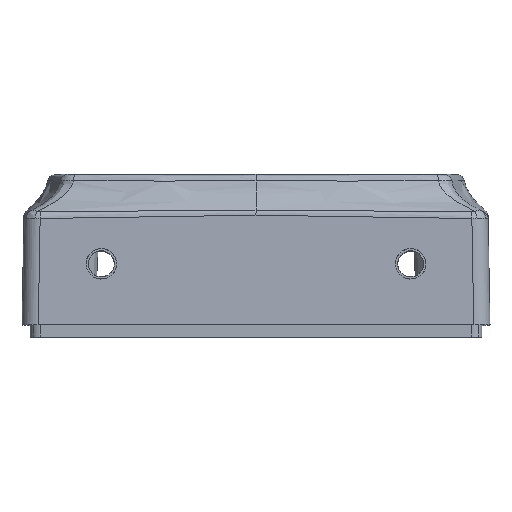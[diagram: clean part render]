
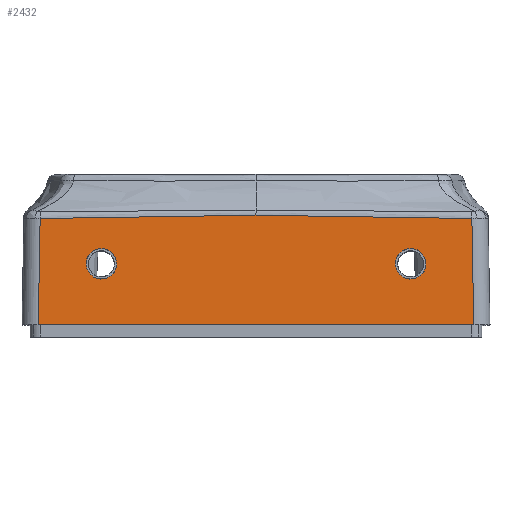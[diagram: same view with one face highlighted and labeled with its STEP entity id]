
A CAD part, top view. The second image highlights one B-rep face of the part: STEP entity #2432.
In plain terms, the highlighted planar face has unit normal (0, 0.018, 1).
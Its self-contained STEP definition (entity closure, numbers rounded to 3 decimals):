
#149 = VERTEX_POINT ( 'NONE', #12518 ) ;
#189 = EDGE_LOOP ( 'NONE', ( #17330, #8719 ) ) ;
#729 =( BOUNDED_CURVE ( )  B_SPLINE_CURVE ( 3, ( #4276, #1190, #13748, #16936 ),
 .UNSPECIFIED., .F., .T. ) 
 B_SPLINE_CURVE_WITH_KNOTS ( ( 4, 4 ),
 ( 4.712, 7.854 ),
 .UNSPECIFIED. ) 
 CURVE ( )  GEOMETRIC_REPRESENTATION_ITEM ( )  RATIONAL_B_SPLINE_CURVE ( ( 1., 0.333, 0.333, 1. ) ) 
 REPRESENTATION_ITEM ( '' )  );
#1016 = ORIENTED_EDGE ( 'NONE', *, *, #10632, .T. ) ;
#1024 = ORIENTED_EDGE ( 'NONE', *, *, #7775, .T. ) ;
#1190 = CARTESIAN_POINT ( 'NONE',  ( -34.25, -19.5, 48.369 ) ) ;
#1804 = ORIENTED_EDGE ( 'NONE', *, *, #13867, .T. ) ;
#2229 = LINE ( 'NONE', #16569, #5796 ) ;
#2249 = CARTESIAN_POINT ( 'NONE',  ( 53.045, -0.872, 48.044 ) ) ;
#2337 = CARTESIAN_POINT ( 'NONE',  ( 0., -0.069, 48.03 ) ) ;
#2402 = B_SPLINE_CURVE_WITH_KNOTS ( 'NONE', 3,
 ( #2249, #7932, #9409, #15093, #6364, #2337 ),
 .UNSPECIFIED., .F., .F.,
 ( 4, 2, 4 ),
 ( 0., 0.027, 0.053 ),
 .UNSPECIFIED. ) ;
#2432 = ADVANCED_FACE ( 'NONE', ( #11126, #12623, #18332 ), #9741, .T. ) ;
#2517 = VECTOR ( 'NONE', #6134, 1000. ) ;
#2762 = CARTESIAN_POINT ( 'NONE',  ( -41.75, -4.5, 48.107 ) ) ;
#2764 = CARTESIAN_POINT ( 'NONE',  ( 0., -0.069, 48.03 ) ) ;
#3134 = CARTESIAN_POINT ( 'NONE',  ( 41.75, -19.5, 48.369 ) ) ;
#3379 = ORIENTED_EDGE ( 'NONE', *, *, #17720, .T. ) ;
#3774 = DIRECTION ( 'NONE',  ( 1., 0., 0. ) ) ;
#3877 = CARTESIAN_POINT ( 'NONE',  ( 57.5, -27., 48.5 ) ) ;
#3929 = EDGE_CURVE ( 'NONE', #149, #18279, #14268, .T. ) ;
#4149 = CARTESIAN_POINT ( 'NONE',  ( -41.75, -12., 48.238 ) ) ;
#4219 = CARTESIAN_POINT ( 'NONE',  ( 0., -0.069, 48.03 ) ) ;
#4276 = CARTESIAN_POINT ( 'NONE',  ( -34.25, -12., 48.238 ) ) ;
#4495 = CARTESIAN_POINT ( 'NONE',  ( 53.045, -0.872, 48.044 ) ) ;
#4520 = CARTESIAN_POINT ( 'NONE',  ( 41.75, -12., 48.238 ) ) ;
#5168 = CARTESIAN_POINT ( 'NONE',  ( -53.045, -0.872, 48.044 ) ) ;
#5354 = CARTESIAN_POINT ( 'NONE',  ( 34.25, -12., 48.238 ) ) ;
#5443 = CARTESIAN_POINT ( 'NONE',  ( -34.25, -12., 48.238 ) ) ;
#5445 = CARTESIAN_POINT ( 'NONE',  ( -17.683, -0.239, 48.033 ) ) ;
#5540 = EDGE_CURVE ( 'NONE', #14969, #6597, #2402, .T. ) ;
#5642 = CARTESIAN_POINT ( 'NONE',  ( -34.25, -4.5, 48.107 ) ) ;
#5660 = DIRECTION ( 'NONE',  ( 0., 0.017, 1. ) ) ;
#5796 = VECTOR ( 'NONE', #13857, 1000. ) ;
#5845 = VERTEX_POINT ( 'NONE', #10865 ) ;
#6134 = DIRECTION ( 'NONE',  ( -0.017, 1., -0.017 ) ) ;
#6194 = CARTESIAN_POINT ( 'NONE',  ( 41.75, -4.5, 48.107 ) ) ;
#6364 = CARTESIAN_POINT ( 'NONE',  ( 8.842, -0.12, 48.031 ) ) ;
#6482 = LINE ( 'NONE', #12140, #14756 ) ;
#6597 = VERTEX_POINT ( 'NONE', #4219 ) ;
#6753 = CARTESIAN_POINT ( 'NONE',  ( -8.842, -0.12, 48.031 ) ) ;
#7310 = EDGE_CURVE ( 'NONE', #18279, #149, #729, .T. ) ;
#7552 = CARTESIAN_POINT ( 'NONE',  ( -53.501, -27., 48.5 ) ) ;
#7718 = VERTEX_POINT ( 'NONE', #5168 ) ;
#7775 = EDGE_CURVE ( 'NONE', #15536, #17157, #13927, .T. ) ;
#7932 = CARTESIAN_POINT ( 'NONE',  ( 44.204, -0.712, 48.041 ) ) ;
#8078 = AXIS2_PLACEMENT_3D ( 'NONE', #3877, #5660, #16929 ) ;
#8337 = CARTESIAN_POINT ( 'NONE',  ( -35.364, -0.538, 48.038 ) ) ;
#8654 = ORIENTED_EDGE ( 'NONE', *, *, #12417, .T. ) ;
#8719 = ORIENTED_EDGE ( 'NONE', *, *, #3929, .T. ) ;
#9171 = CARTESIAN_POINT ( 'NONE',  ( 53.502, -27.07, 48.501 ) ) ;
#9409 = CARTESIAN_POINT ( 'NONE',  ( 35.364, -0.538, 48.038 ) ) ;
#9628 = CARTESIAN_POINT ( 'NONE',  ( -44.204, -0.712, 48.041 ) ) ;
#9741 = PLANE ( 'NONE',  #8078 ) ;
#10087 = CARTESIAN_POINT ( 'NONE',  ( 41.75, -12., 48.238 ) ) ;
#10632 = EDGE_CURVE ( 'NONE', #6597, #7718, #10855, .T. ) ;
#10855 = B_SPLINE_CURVE_WITH_KNOTS ( 'NONE', 3,
 ( #2764, #6753, #5445, #8337, #9628, #16813 ),
 .UNSPECIFIED., .F., .F.,
 ( 4, 2, 4 ),
 ( 0., 0.027, 0.053 ),
 .UNSPECIFIED. ) ;
#10865 = CARTESIAN_POINT ( 'NONE',  ( 53.501, -27., 48.5 ) ) ;
#11126 = FACE_BOUND ( 'NONE', #13480, .T. ) ;
#11166 = EDGE_LOOP ( 'NONE', ( #1804, #15394, #1016, #8654, #3379 ) ) ;
#12140 = CARTESIAN_POINT ( 'NONE',  ( 57.5, -27., 48.5 ) ) ;
#12161 = CARTESIAN_POINT ( 'NONE',  ( 41.75, -12., 48.238 ) ) ;
#12250 = VERTEX_POINT ( 'NONE', #7552 ) ;
#12417 = EDGE_CURVE ( 'NONE', #7718, #12250, #2229, .T. ) ;
#12518 = CARTESIAN_POINT ( 'NONE',  ( -41.75, -12., 48.238 ) ) ;
#12623 = FACE_BOUND ( 'NONE', #189, .T. ) ;
#13070 = CARTESIAN_POINT ( 'NONE',  ( 34.25, -19.5, 48.369 ) ) ;
#13244 = EDGE_CURVE ( 'NONE', #17157, #15536, #15024, .T. ) ;
#13480 = EDGE_LOOP ( 'NONE', ( #1024, #13702 ) ) ;
#13702 = ORIENTED_EDGE ( 'NONE', *, *, #13244, .T. ) ;
#13748 = CARTESIAN_POINT ( 'NONE',  ( -41.75, -19.5, 48.369 ) ) ;
#13857 = DIRECTION ( 'NONE',  ( -0.017, -1., 0.017 ) ) ;
#13867 = EDGE_CURVE ( 'NONE', #5845, #14969, #16262, .T. ) ;
#13927 =( BOUNDED_CURVE ( )  B_SPLINE_CURVE ( 3, ( #10087, #3134, #13070, #15779 ),
 .UNSPECIFIED., .F., .T. ) 
 B_SPLINE_CURVE_WITH_KNOTS ( ( 4, 4 ),
 ( 4.712, 7.854 ),
 .UNSPECIFIED. ) 
 CURVE ( )  GEOMETRIC_REPRESENTATION_ITEM ( )  RATIONAL_B_SPLINE_CURVE ( ( 1., 0.333, 0.333, 1. ) ) 
 REPRESENTATION_ITEM ( '' )  );
#14268 =( BOUNDED_CURVE ( )  B_SPLINE_CURVE ( 3, ( #4149, #2762, #5642, #5443 ),
 .UNSPECIFIED., .F., .T. ) 
 B_SPLINE_CURVE_WITH_KNOTS ( ( 4, 4 ),
 ( 1.571, 4.712 ),
 .UNSPECIFIED. ) 
 CURVE ( )  GEOMETRIC_REPRESENTATION_ITEM ( )  RATIONAL_B_SPLINE_CURVE ( ( 1., 0.333, 0.333, 1. ) ) 
 REPRESENTATION_ITEM ( '' )  );
#14376 = CARTESIAN_POINT ( 'NONE',  ( 34.25, -12., 48.238 ) ) ;
#14601 = CARTESIAN_POINT ( 'NONE',  ( -34.25, -12., 48.238 ) ) ;
#14756 = VECTOR ( 'NONE', #3774, 1000. ) ;
#14969 = VERTEX_POINT ( 'NONE', #4495 ) ;
#15024 =( BOUNDED_CURVE ( )  B_SPLINE_CURVE ( 3, ( #14376, #17273, #6194, #4520 ),
 .UNSPECIFIED., .F., .T. ) 
 B_SPLINE_CURVE_WITH_KNOTS ( ( 4, 4 ),
 ( 1.571, 4.712 ),
 .UNSPECIFIED. ) 
 CURVE ( )  GEOMETRIC_REPRESENTATION_ITEM ( )  RATIONAL_B_SPLINE_CURVE ( ( 1., 0.333, 0.333, 1. ) ) 
 REPRESENTATION_ITEM ( '' )  );
#15093 = CARTESIAN_POINT ( 'NONE',  ( 17.683, -0.239, 48.033 ) ) ;
#15394 = ORIENTED_EDGE ( 'NONE', *, *, #5540, .T. ) ;
#15536 = VERTEX_POINT ( 'NONE', #12161 ) ;
#15779 = CARTESIAN_POINT ( 'NONE',  ( 34.25, -12., 48.238 ) ) ;
#16262 = LINE ( 'NONE', #9171, #2517 ) ;
#16569 = CARTESIAN_POINT ( 'NONE',  ( -53.467, -25.064, 48.466 ) ) ;
#16813 = CARTESIAN_POINT ( 'NONE',  ( -53.045, -0.872, 48.044 ) ) ;
#16929 = DIRECTION ( 'NONE',  ( 0., -1., 0.017 ) ) ;
#16936 = CARTESIAN_POINT ( 'NONE',  ( -41.75, -12., 48.238 ) ) ;
#17157 = VERTEX_POINT ( 'NONE', #5354 ) ;
#17273 = CARTESIAN_POINT ( 'NONE',  ( 34.25, -4.5, 48.107 ) ) ;
#17330 = ORIENTED_EDGE ( 'NONE', *, *, #7310, .T. ) ;
#17720 = EDGE_CURVE ( 'NONE', #12250, #5845, #6482, .T. ) ;
#18279 = VERTEX_POINT ( 'NONE', #14601 ) ;
#18332 = FACE_OUTER_BOUND ( 'NONE', #11166, .T. ) ;
